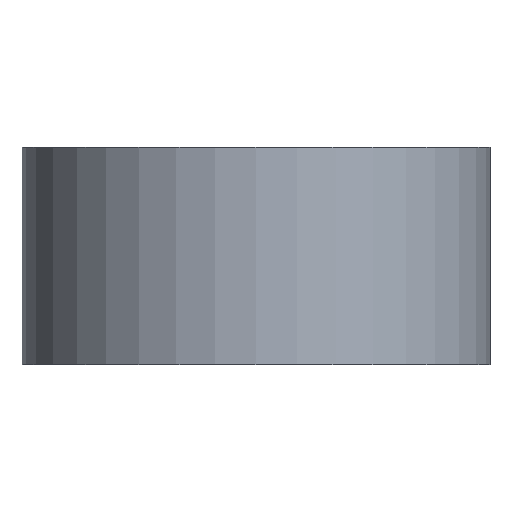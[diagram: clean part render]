
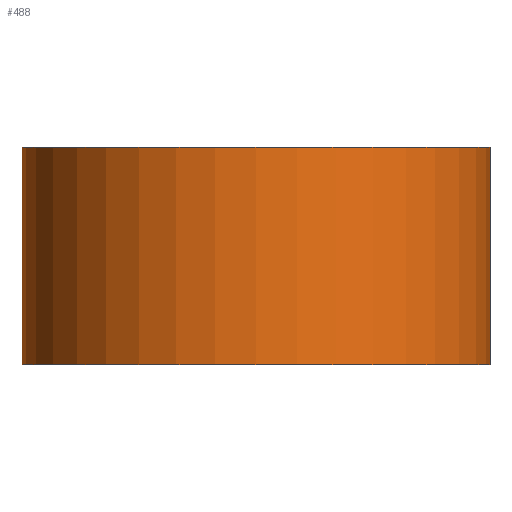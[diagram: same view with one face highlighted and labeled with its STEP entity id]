
A CAD part, front view. The second image highlights one B-rep face of the part: STEP entity #488.
In plain terms, the highlighted cylindrical face has radius 17.094 mm (diameter 34.188 mm), a partial arc.
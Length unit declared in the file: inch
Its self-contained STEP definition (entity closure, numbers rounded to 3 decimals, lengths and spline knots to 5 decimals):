
#5 = LINE ( 'NONE', #367, #365 ) ;
#23 = DIRECTION ( 'NONE',  ( -1., 0., 0. ) ) ;
#53 = DIRECTION ( 'NONE',  ( 0., 0., -1. ) ) ;
#86 = EDGE_CURVE ( 'NONE', #103, #503, #5, .T. ) ;
#91 = CARTESIAN_POINT ( 'NONE',  ( 0.625, -1.718, -0.3125 ) ) ;
#101 = FACE_OUTER_BOUND ( 'NONE', #409, .T. ) ;
#103 = VERTEX_POINT ( 'NONE', #191 ) ;
#104 = AXIS2_PLACEMENT_3D ( 'NONE', #526, #518, #23 ) ;
#139 = CARTESIAN_POINT ( 'NONE',  ( 0.625, -1.718, 0.3125 ) ) ;
#145 = DIRECTION ( 'NONE',  ( 0., 0., -1. ) ) ;
#152 = DIRECTION ( 'NONE',  ( 1., 0., 0. ) ) ;
#165 = CIRCLE ( 'NONE', #424, 0.673 ) ;
#187 = EDGE_CURVE ( 'NONE', #503, #474, #165, .T. ) ;
#191 = CARTESIAN_POINT ( 'NONE',  ( 0.625, -1.045, 0.3125 ) ) ;
#246 = DIRECTION ( 'NONE',  ( 0., 0., -1. ) ) ;
#249 = VERTEX_POINT ( 'NONE', #521 ) ;
#262 = EDGE_CURVE ( 'NONE', #249, #474, #348, .T. ) ;
#270 = CARTESIAN_POINT ( 'NONE',  ( -0.048, -1.718, -0.3125 ) ) ;
#290 = CYLINDRICAL_SURFACE ( 'NONE', #104, 0.673 ) ;
#335 = VECTOR ( 'NONE', #358, 39.37008 ) ;
#348 = LINE ( 'NONE', #432, #335 ) ;
#358 = DIRECTION ( 'NONE',  ( 0., 0., -1. ) ) ;
#365 = VECTOR ( 'NONE', #246, 39.37008 ) ;
#367 = CARTESIAN_POINT ( 'NONE',  ( 0.625, -1.045, 0.3125 ) ) ;
#380 = EDGE_CURVE ( 'NONE', #103, #249, #437, .T. ) ;
#386 = ORIENTED_EDGE ( 'NONE', *, *, #187, .F. ) ;
#401 = CARTESIAN_POINT ( 'NONE',  ( 0.625, -1.045, -0.3125 ) ) ;
#409 = EDGE_LOOP ( 'NONE', ( #386, #501, #444, #465 ) ) ;
#424 = AXIS2_PLACEMENT_3D ( 'NONE', #91, #53, #506 ) ;
#432 = CARTESIAN_POINT ( 'NONE',  ( -0.048, -1.718, 0.3125 ) ) ;
#437 = CIRCLE ( 'NONE', #524, 0.673 ) ;
#444 = ORIENTED_EDGE ( 'NONE', *, *, #380, .T. ) ;
#465 = ORIENTED_EDGE ( 'NONE', *, *, #262, .T. ) ;
#474 = VERTEX_POINT ( 'NONE', #270 ) ;
#488 = ADVANCED_FACE ( 'NONE', ( #101 ), #290, .T. ) ;
#501 = ORIENTED_EDGE ( 'NONE', *, *, #86, .F. ) ;
#503 = VERTEX_POINT ( 'NONE', #401 ) ;
#506 = DIRECTION ( 'NONE',  ( 1., 0., 0. ) ) ;
#518 = DIRECTION ( 'NONE',  ( 0., 0., -1. ) ) ;
#521 = CARTESIAN_POINT ( 'NONE',  ( -0.048, -1.718, 0.3125 ) ) ;
#524 = AXIS2_PLACEMENT_3D ( 'NONE', #139, #145, #152 ) ;
#526 = CARTESIAN_POINT ( 'NONE',  ( 0.625, -1.718, 0.3125 ) ) ;
